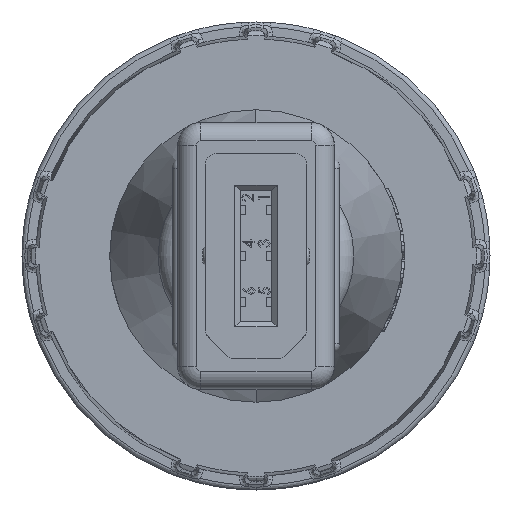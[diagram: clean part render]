
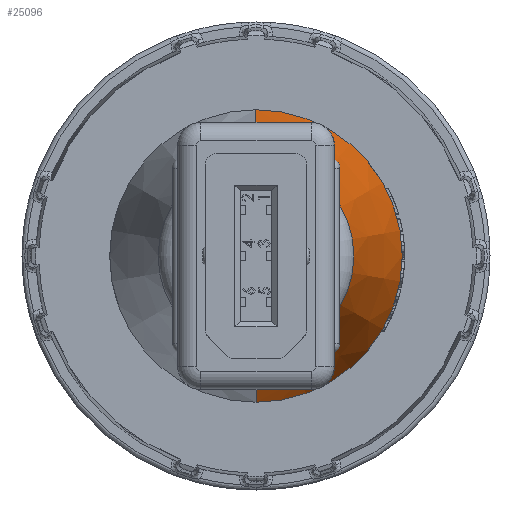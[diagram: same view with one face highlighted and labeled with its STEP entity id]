
A CAD part, left-side view. The second image highlights one B-rep face of the part: STEP entity #25096.
In plain terms, the highlighted conical face has half-angle 13.461 degrees and reference radius 5.08 mm.
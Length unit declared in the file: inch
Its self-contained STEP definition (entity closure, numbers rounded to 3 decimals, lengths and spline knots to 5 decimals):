
#8814 = CARTESIAN_POINT ( 'NONE',  ( 0., -1.002, 0.3125 ) ) ;
#8819 = CARTESIAN_POINT ( 'NONE',  ( 0., -1.002, -0.3125 ) ) ;
#8940 = DIRECTION ( 'NONE',  ( 0., 0.973, 0.233 ) ) ;
#8941 = VECTOR ( 'NONE', #8940, 39.37008 ) ;
#8942 = CARTESIAN_POINT ( 'NONE',  ( 0., -1.472, 0.2 ) ) ;
#8943 = LINE ( 'NONE', #8942, #8941 ) ;
#8971 = CARTESIAN_POINT ( 'NONE',  ( 0., -1.472, 0. ) ) ;
#8972 = FACE_OUTER_BOUND ( 'NONE', #25097, .T. ) ;
#8974 = DIRECTION ( 'NONE',  ( 0., 0., 1. ) ) ;
#8975 = DIRECTION ( 'NONE',  ( 0., 1., 0. ) ) ;
#8976 = CARTESIAN_POINT ( 'NONE',  ( 0., -1.002, 0. ) ) ;
#8977 = AXIS2_PLACEMENT_3D ( 'NONE', #8976, #8975, #8974 ) ;
#8978 = CIRCLE ( 'NONE', #8977, 0.3125 ) ;
#8985 = DIRECTION ( 'NONE',  ( 0., 0.973, -0.233 ) ) ;
#8986 = VECTOR ( 'NONE', #8985, 39.37008 ) ;
#8987 = CARTESIAN_POINT ( 'NONE',  ( 0., -1.472, -0.2 ) ) ;
#8988 = LINE ( 'NONE', #8987, #8986 ) ;
#9017 = DIRECTION ( 'NONE',  ( 0., 0., 1. ) ) ;
#9018 = DIRECTION ( 'NONE',  ( 0., 1., 0. ) ) ;
#9019 = AXIS2_PLACEMENT_3D ( 'NONE', #8971, #9018, #9017 ) ;
#9020 = CONICAL_SURFACE ( 'NONE', #9019, 0.2, 0.235 ) ;
#15679 = CARTESIAN_POINT ( 'NONE',  ( 0., -1.43364, -0.20918 ) ) ;
#15879 = DIRECTION ( 'NONE',  ( 0., 0., -1. ) ) ;
#15880 = DIRECTION ( 'NONE',  ( 0., 1., 0. ) ) ;
#15881 = CARTESIAN_POINT ( 'NONE',  ( 0., -1.43364, 0. ) ) ;
#15882 = AXIS2_PLACEMENT_3D ( 'NONE', #15881, #15880, #15879 ) ;
#15883 = CIRCLE ( 'NONE', #15882, 0.20918 ) ;
#15886 = CARTESIAN_POINT ( 'NONE',  ( 0., -1.43364, 0.20918 ) ) ;
#24999 = VERTEX_POINT ( 'NONE', #8819 ) ;
#25002 = ORIENTED_EDGE ( 'NONE', *, *, #32518, .T. ) ;
#25003 = ORIENTED_EDGE ( 'NONE', *, *, #25087, .T. ) ;
#25004 = VERTEX_POINT ( 'NONE', #8814 ) ;
#25080 = EDGE_CURVE ( 'NONE', #32515, #25004, #8943, .T. ) ;
#25087 = EDGE_CURVE ( 'NONE', #32431, #24999, #8988, .T. ) ;
#25091 = EDGE_CURVE ( 'NONE', #25004, #24999, #8978, .T. ) ;
#25092 = ORIENTED_EDGE ( 'NONE', *, *, #25091, .F. ) ;
#25093 = ORIENTED_EDGE ( 'NONE', *, *, #25080, .F. ) ;
#25096 = ADVANCED_FACE ( 'NONE', ( #8972 ), #9020, .T. ) ;
#25097 = EDGE_LOOP ( 'NONE', ( #25002, #25003, #25092, #25093 ) ) ;
#32431 = VERTEX_POINT ( 'NONE', #15679 ) ;
#32515 = VERTEX_POINT ( 'NONE', #15886 ) ;
#32518 = EDGE_CURVE ( 'NONE', #32515, #32431, #15883, .T. ) ;
